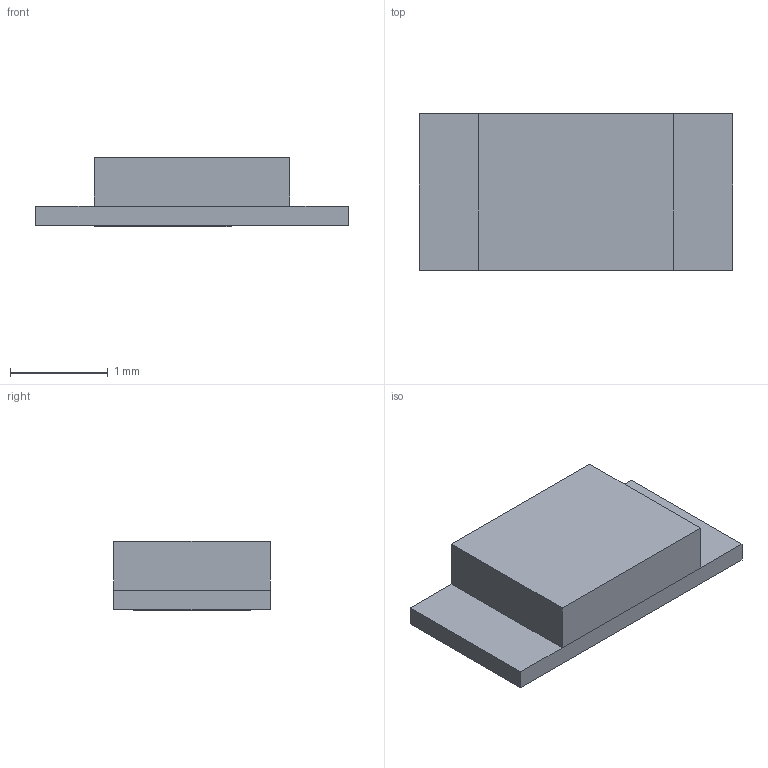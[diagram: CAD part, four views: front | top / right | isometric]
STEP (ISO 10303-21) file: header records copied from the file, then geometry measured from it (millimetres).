
FILE_DESCRIPTION(('FreeCAD Model'),'2;1');
FILE_NAME( 'D1206_INV_blue.step', '2018-02-15T14:59:03',('kicad StepUp'),('ksu MCAD'), 'Open CASCADE STEP processor 6.8','FreeCAD','Unknown');
FILE_SCHEMA(('AUTOMOTIVE_DESIGN_CC2 { 1 2 10303 214 -1 1 5 4 }'));
Length unit declared in the file: millimetre
Products named in the file (1): D1206_INV_blue
Bounding box: 3.2 x 1.6 x 0.71 mm (x, y, z)
Volume: 2.6 mm3; surface area: 15.8 mm2
Topology: 1 solids, 1 shells, 21 faces, 50 edges, 32 vertices
Faces by surface type: plane 21
Entity records: 753 total; most frequent: CARTESIAN_POINT 104, ORIENTED_EDGE 100, DIRECTION 94, EDGE_CURVE 50, LINE 50, VECTOR 50, VERTEX_POINT 32, AXIS2_PLACEMENT_3D 22
